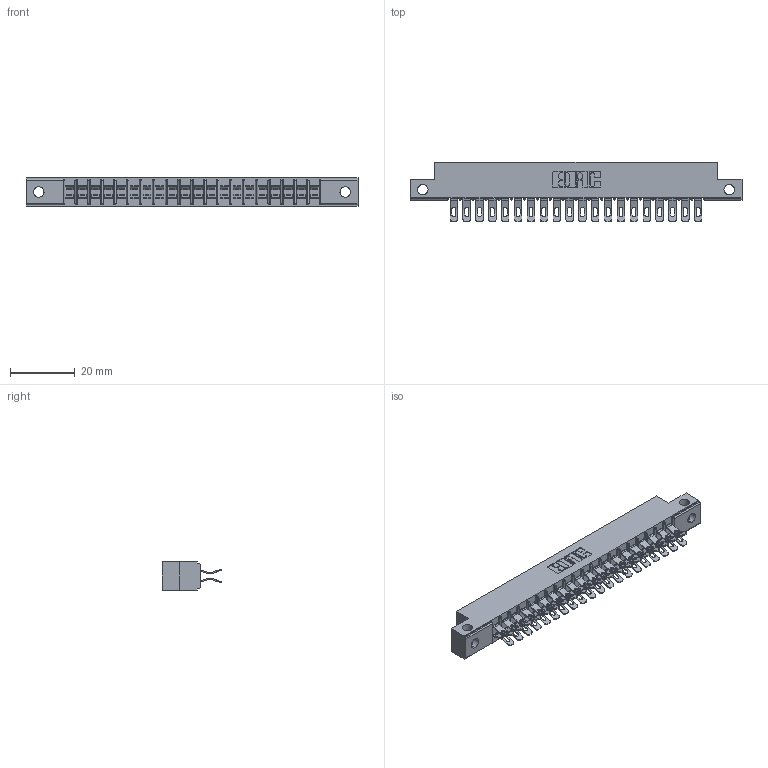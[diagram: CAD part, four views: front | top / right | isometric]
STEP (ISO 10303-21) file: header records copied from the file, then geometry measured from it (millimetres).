
FILE_DESCRIPTION (( 'STEP AP203' ), '1' );
FILE_NAME ('355-040-555-212.STEP', '2020-09-20T06:51:57', ( '' ), ( '' ), 'SwSTEP 2.0', 'SolidWorks 2020', '' );
FILE_SCHEMA (( 'CONFIG_CONTROL_DESIGN' ));
Length unit declared in the file: inch
Products named in the file (3): 305 Part_.128 Dia; 355-040-555-212; 305-290-001_555
Assembly tree (41 placements, depth 2):
  355-040-555-212
    305 Part_.128 Dia
    305-290-001_555  x40
Bounding box: 102.26 x 18.41 x 8.71 mm (x, y, z)
Volume: 6395.1 mm3; surface area: 12643.5 mm2
Topology: 41 solids, 41 shells, 2768 faces, 8252 edges, 5388 vertices
Faces by surface type: plane 1348, cylinder 1340, sphere 80
Entity records: 25363 total; most frequent: CARTESIAN_POINT 4264, ORIENTED_EDGE 4176, DIRECTION 4076, EDGE_CURVE 2088, LINE 1628, VECTOR 1628, VERTEX_POINT 1332, AXIS2_PLACEMENT_3D 1224
